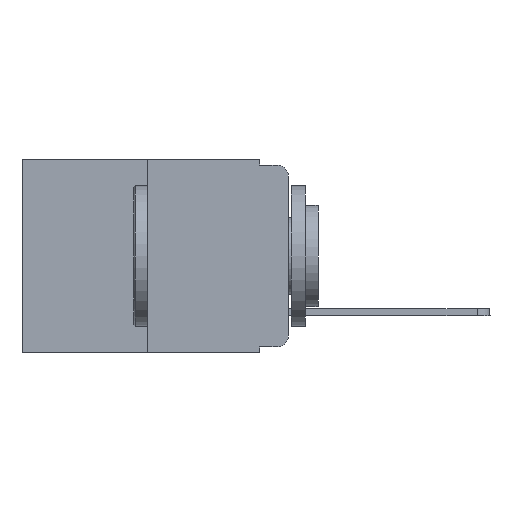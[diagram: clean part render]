
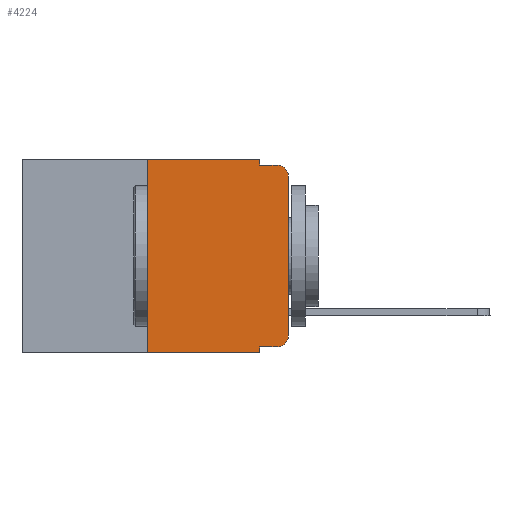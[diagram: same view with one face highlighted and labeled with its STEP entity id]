
A CAD part, left-side view. The second image highlights one B-rep face of the part: STEP entity #4224.
In plain terms, the highlighted planar face has unit normal (-1, 0, 0).
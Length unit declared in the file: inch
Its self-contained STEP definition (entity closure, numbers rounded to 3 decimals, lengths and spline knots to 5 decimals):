
#482 = VECTOR ( 'NONE', #3034, 39.37008 ) ;
#591 = CARTESIAN_POINT ( 'NONE',  ( 0., 0., -0.313 ) ) ;
#649 = CARTESIAN_POINT ( 'NONE',  ( 0., 0.051, -0.333 ) ) ;
#661 = PLANE ( 'NONE',  #8521 ) ;
#781 = DIRECTION ( 'NONE',  ( 0., 0., 1. ) ) ;
#861 = ORIENTED_EDGE ( 'NONE', *, *, #7424, .T. ) ;
#957 = VERTEX_POINT ( 'NONE', #2289 ) ;
#1102 = EDGE_CURVE ( 'NONE', #10198, #3553, #6425, .T. ) ;
#1115 = CARTESIAN_POINT ( 'NONE',  ( 0., 0.25, 0. ) ) ;
#1226 = DIRECTION ( 'NONE',  ( 0., 0., -1. ) ) ;
#1627 = DIRECTION ( 'NONE',  ( -1., 0., 0. ) ) ;
#1689 = ORIENTED_EDGE ( 'NONE', *, *, #8701, .F. ) ;
#1930 = EDGE_CURVE ( 'NONE', #2286, #3293, #6824, .T. ) ;
#1940 = CARTESIAN_POINT ( 'NONE',  ( 0., 0.051, 0. ) ) ;
#2063 = LINE ( 'NONE', #6787, #10118 ) ;
#2183 = LINE ( 'NONE', #10330, #9735 ) ;
#2286 = VERTEX_POINT ( 'NONE', #6645 ) ;
#2289 = CARTESIAN_POINT ( 'NONE',  ( 0., 0., -0.03 ) ) ;
#2367 = CARTESIAN_POINT ( 'NONE',  ( 0., 0.02, -0.01 ) ) ;
#2616 = AXIS2_PLACEMENT_3D ( 'NONE', #5604, #6352, #8909 ) ;
#2632 = EDGE_CURVE ( 'NONE', #957, #4218, #8747, .T. ) ;
#2699 = CARTESIAN_POINT ( 'NONE',  ( 0., 0.051, -0.01 ) ) ;
#2990 = EDGE_LOOP ( 'NONE', ( #861, #9445, #5187, #3961, #3862, #1689, #3665, #3875, #8248, #6743 ) ) ;
#3018 = DIRECTION ( 'NONE',  ( 0., 0., 1. ) ) ;
#3033 = VERTEX_POINT ( 'NONE', #7014 ) ;
#3034 = DIRECTION ( 'NONE',  ( 0., -1., 0. ) ) ;
#3232 = EDGE_CURVE ( 'NONE', #3033, #3553, #6548, .T. ) ;
#3293 = VERTEX_POINT ( 'NONE', #2699 ) ;
#3365 = CARTESIAN_POINT ( 'NONE',  ( 0., 0.051, -0.343 ) ) ;
#3553 = VERTEX_POINT ( 'NONE', #3365 ) ;
#3665 = ORIENTED_EDGE ( 'NONE', *, *, #3232, .T. ) ;
#3790 = CARTESIAN_POINT ( 'NONE',  ( 0., 0.051, 0. ) ) ;
#3862 = ORIENTED_EDGE ( 'NONE', *, *, #6929, .F. ) ;
#3875 = ORIENTED_EDGE ( 'NONE', *, *, #1102, .F. ) ;
#3961 = ORIENTED_EDGE ( 'NONE', *, *, #1930, .F. ) ;
#4008 = CARTESIAN_POINT ( 'NONE',  ( 0., 0.02, -0.03 ) ) ;
#4062 = EDGE_CURVE ( 'NONE', #3293, #4218, #2063, .T. ) ;
#4106 = DIRECTION ( 'NONE',  ( 0., 0., -1. ) ) ;
#4218 = VERTEX_POINT ( 'NONE', #2367 ) ;
#4224 = ADVANCED_FACE ( 'NONE', ( #7164 ), #661, .F. ) ;
#4415 = CARTESIAN_POINT ( 'NONE',  ( 0., 0.02, -0.333 ) ) ;
#4492 = EDGE_CURVE ( 'NONE', #9164, #9959, #7646, .T. ) ;
#4585 = LINE ( 'NONE', #649, #482 ) ;
#5187 = ORIENTED_EDGE ( 'NONE', *, *, #4062, .F. ) ;
#5604 = CARTESIAN_POINT ( 'NONE',  ( 0., 0.02, -0.313 ) ) ;
#5660 = VECTOR ( 'NONE', #1226, 39.37008 ) ;
#5763 = VECTOR ( 'NONE', #3018, 39.37008 ) ;
#6032 = VECTOR ( 'NONE', #8795, 39.37008 ) ;
#6352 = DIRECTION ( 'NONE',  ( -1., 0., 0. ) ) ;
#6425 = LINE ( 'NONE', #3790, #8356 ) ;
#6548 = LINE ( 'NONE', #9687, #6032 ) ;
#6645 = CARTESIAN_POINT ( 'NONE',  ( 0., 0.051, 0. ) ) ;
#6659 = CARTESIAN_POINT ( 'NONE',  ( 0., 0.473, 0. ) ) ;
#6743 = ORIENTED_EDGE ( 'NONE', *, *, #4492, .T. ) ;
#6787 = CARTESIAN_POINT ( 'NONE',  ( 0., 0.051, -0.01 ) ) ;
#6824 = LINE ( 'NONE', #1940, #5660 ) ;
#6929 = EDGE_CURVE ( 'NONE', #9544, #2286, #7315, .T. ) ;
#7014 = CARTESIAN_POINT ( 'NONE',  ( 0., 0.25, -0.343 ) ) ;
#7164 = FACE_OUTER_BOUND ( 'NONE', #2990, .T. ) ;
#7315 = LINE ( 'NONE', #6659, #7957 ) ;
#7424 = EDGE_CURVE ( 'NONE', #9959, #957, #7946, .T. ) ;
#7527 = DIRECTION ( 'NONE',  ( 0., -1., 0. ) ) ;
#7559 = DIRECTION ( 'NONE',  ( 0., -1., 0. ) ) ;
#7646 = CIRCLE ( 'NONE', #2616, 0.02 ) ;
#7946 = LINE ( 'NONE', #7977, #5763 ) ;
#7957 = VECTOR ( 'NONE', #7527, 39.37008 ) ;
#7977 = CARTESIAN_POINT ( 'NONE',  ( 0., 0., 0. ) ) ;
#8248 = ORIENTED_EDGE ( 'NONE', *, *, #9944, .T. ) ;
#8356 = VECTOR ( 'NONE', #8643, 39.37008 ) ;
#8521 = AXIS2_PLACEMENT_3D ( 'NONE', #8954, #10590, #9732 ) ;
#8643 = DIRECTION ( 'NONE',  ( 0., 0., -1. ) ) ;
#8701 = EDGE_CURVE ( 'NONE', #3033, #9544, #2183, .T. ) ;
#8747 = CIRCLE ( 'NONE', #10059, 0.02 ) ;
#8795 = DIRECTION ( 'NONE',  ( 0., -1., 0. ) ) ;
#8909 = DIRECTION ( 'NONE',  ( 0., 0., -1. ) ) ;
#8954 = CARTESIAN_POINT ( 'NONE',  ( 0., 0.473, 0. ) ) ;
#9115 = CARTESIAN_POINT ( 'NONE',  ( 0., 0.051, -0.333 ) ) ;
#9164 = VERTEX_POINT ( 'NONE', #4415 ) ;
#9445 = ORIENTED_EDGE ( 'NONE', *, *, #2632, .T. ) ;
#9544 = VERTEX_POINT ( 'NONE', #1115 ) ;
#9687 = CARTESIAN_POINT ( 'NONE',  ( 0., 0.473, -0.343 ) ) ;
#9732 = DIRECTION ( 'NONE',  ( 0., 0., -1. ) ) ;
#9735 = VECTOR ( 'NONE', #781, 39.37008 ) ;
#9944 = EDGE_CURVE ( 'NONE', #10198, #9164, #4585, .T. ) ;
#9959 = VERTEX_POINT ( 'NONE', #591 ) ;
#10059 = AXIS2_PLACEMENT_3D ( 'NONE', #4008, #1627, #4106 ) ;
#10118 = VECTOR ( 'NONE', #7559, 39.37008 ) ;
#10198 = VERTEX_POINT ( 'NONE', #9115 ) ;
#10330 = CARTESIAN_POINT ( 'NONE',  ( 0., 0.25, 0. ) ) ;
#10590 = DIRECTION ( 'NONE',  ( 1., 0., 0. ) ) ;
